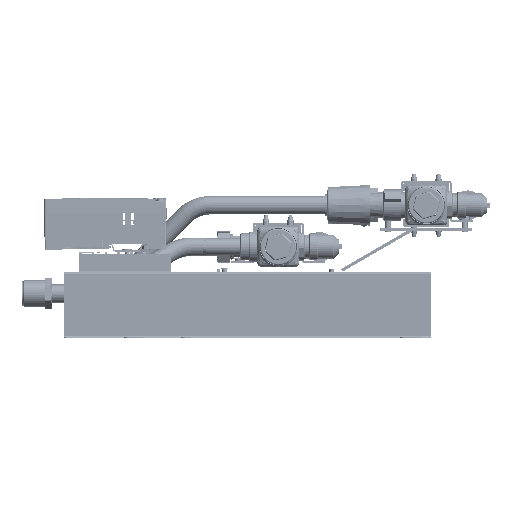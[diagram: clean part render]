
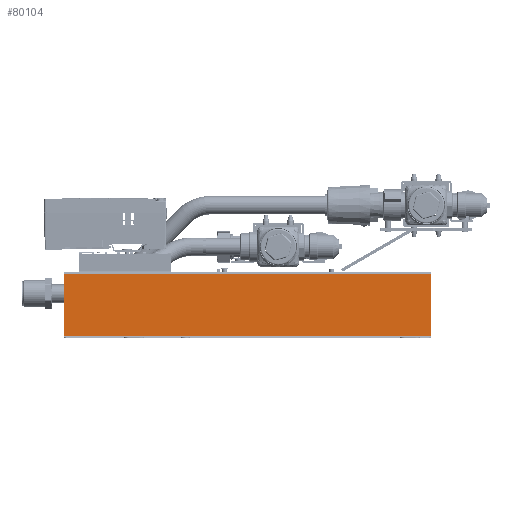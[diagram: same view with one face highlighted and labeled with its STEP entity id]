
A CAD part, left-side view. The second image highlights one B-rep face of the part: STEP entity #80104.
In plain terms, the highlighted planar face has unit normal (-1, 0, 0).
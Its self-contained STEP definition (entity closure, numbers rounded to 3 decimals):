
#4960 = VERTEX_POINT ( 'NONE', #129093 ) ;
#6152 = VERTEX_POINT ( 'NONE', #11731 ) ;
#9080 = DIRECTION ( 'NONE',  ( 0., 0., -1. ) ) ;
#11465 = DIRECTION ( 'NONE',  ( 0., 1., 0. ) ) ;
#11731 = CARTESIAN_POINT ( 'NONE',  ( -411.755, 0., 249.768 ) ) ;
#15663 = EDGE_CURVE ( 'NONE', #94836, #4960, #114840, .T. ) ;
#21263 = VECTOR ( 'NONE', #214609, 1000. ) ;
#21483 = DIRECTION ( 'NONE',  ( 1., 0., 0. ) ) ;
#23304 = CARTESIAN_POINT ( 'NONE',  ( -411.755, -360., 249.768 ) ) ;
#42152 = VERTEX_POINT ( 'NONE', #48454 ) ;
#43524 = ORIENTED_EDGE ( 'NONE', *, *, #98912, .T. ) ;
#47864 = CARTESIAN_POINT ( 'NONE',  ( -411.755, -360., 251.755 ) ) ;
#48185 = LINE ( 'NONE', #96255, #149192 ) ;
#48454 = CARTESIAN_POINT ( 'NONE',  ( -411.755, 0., 188.991 ) ) ;
#59401 = AXIS2_PLACEMENT_3D ( 'NONE', #109641, #21483, #9080 ) ;
#60568 = EDGE_CURVE ( 'NONE', #94836, #6152, #161038, .T. ) ;
#71085 = EDGE_LOOP ( 'NONE', ( #43524, #99146, #109621, #118679 ) ) ;
#78523 = CARTESIAN_POINT ( 'NONE',  ( -411.755, -360., 249.768 ) ) ;
#80104 = ADVANCED_FACE ( 'NONE', ( #119981 ), #171272, .F. ) ;
#94836 = VERTEX_POINT ( 'NONE', #23304 ) ;
#96255 = CARTESIAN_POINT ( 'NONE',  ( -411.755, 0., 251.755 ) ) ;
#98912 = EDGE_CURVE ( 'NONE', #6152, #42152, #48185, .T. ) ;
#99146 = ORIENTED_EDGE ( 'NONE', *, *, #123574, .F. ) ;
#102238 = DIRECTION ( 'NONE',  ( 0., 0., -1. ) ) ;
#109621 = ORIENTED_EDGE ( 'NONE', *, *, #15663, .F. ) ;
#109641 = CARTESIAN_POINT ( 'NONE',  ( -411.755, -360., 251.755 ) ) ;
#114840 = LINE ( 'NONE', #47864, #180838 ) ;
#118679 = ORIENTED_EDGE ( 'NONE', *, *, #60568, .T. ) ;
#119981 = FACE_OUTER_BOUND ( 'NONE', #71085, .T. ) ;
#123574 = EDGE_CURVE ( 'NONE', #4960, #42152, #168651, .T. ) ;
#129093 = CARTESIAN_POINT ( 'NONE',  ( -411.755, -360., 188.991 ) ) ;
#131896 = VECTOR ( 'NONE', #11465, 1000. ) ;
#149192 = VECTOR ( 'NONE', #164158, 1000. ) ;
#161038 = LINE ( 'NONE', #78523, #21263 ) ;
#164158 = DIRECTION ( 'NONE',  ( 0., 0., -1. ) ) ;
#168651 = LINE ( 'NONE', #215637, #131896 ) ;
#171272 = PLANE ( 'NONE',  #59401 ) ;
#180838 = VECTOR ( 'NONE', #102238, 1000. ) ;
#214609 = DIRECTION ( 'NONE',  ( 0., 1., 0. ) ) ;
#215637 = CARTESIAN_POINT ( 'NONE',  ( -411.755, -360., 188.991 ) ) ;
